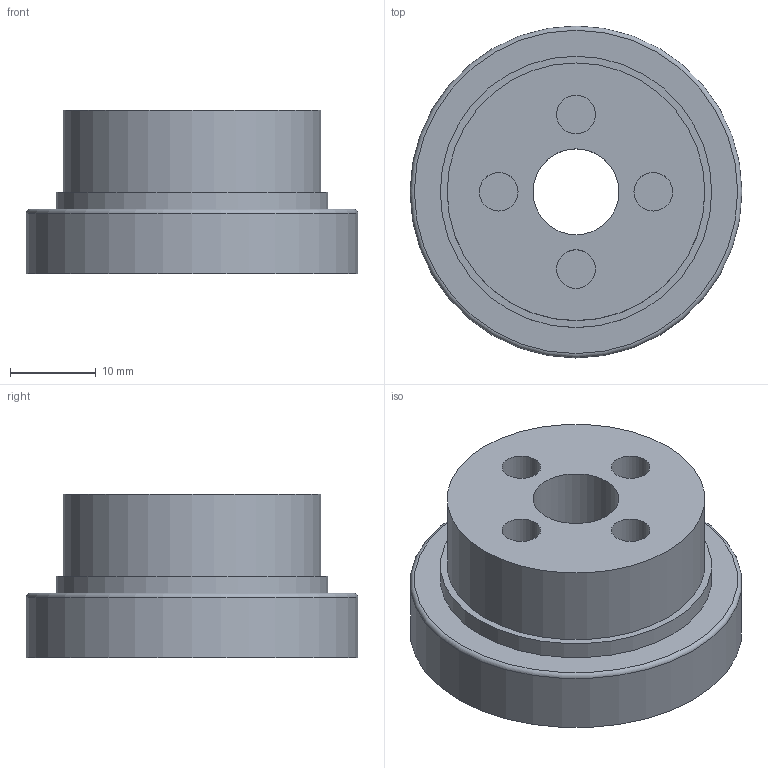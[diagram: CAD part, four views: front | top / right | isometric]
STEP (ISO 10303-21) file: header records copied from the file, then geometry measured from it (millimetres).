
FILE_DESCRIPTION(/* description */ ('STEP AP242'),/* implementation_level */ '2;1');
FILE_NAME(/* name */ 'Output Hub.step',/* time_stamp */ '2026-01-28T10:06:44-05:00',/* author */ (''),/* organization */ (''),/* preprocessor_version */ 'ST-DEVELOPER v20.1',/* originating_system */ 'Autodesk Translation Framework v14.24.0.0',/* authorisation */ '');
FILE_SCHEMA (('AUTOMOTIVE_DESIGN { 1 0 10303 214 3 1 1 }'));
Length unit declared in the file: metre
Products named in the file (1): Output Hub
Bounding box: 38.64 x 38.64 x 19 mm (x, y, z)
Volume: 9652.3 mm3; surface area: 6213.1 mm2
Topology: 1 solids, 1 shells, 333 faces, 967 edges, 644 vertices
Faces by surface type: cylinder 217, bspline 104, plane 10, torus 1, cone 1
Full cylindrical faces by diameter (mm): 4.5 x4, 10 x1, 14.1 x1, 30 x1, 31.6 x1, 38.641 x1
Entity records: 11853 total; most frequent: CARTESIAN_POINT 3307, ORIENTED_EDGE 1934, DIRECTION 1656, EDGE_CURVE 967, AXIS2_PLACEMENT_3D 667, VERTEX_POINT 644, CIRCLE 437, EDGE_LOOP 343
